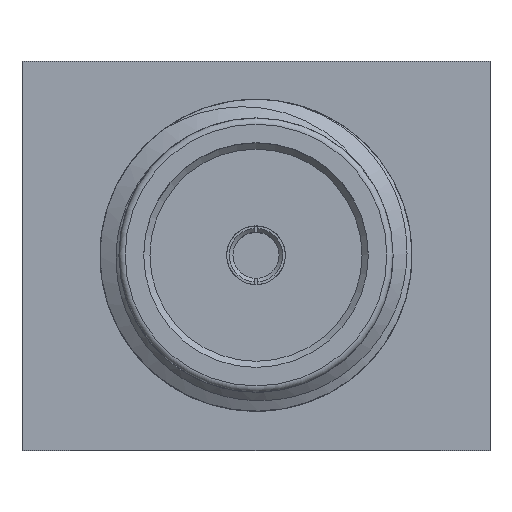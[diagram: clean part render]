
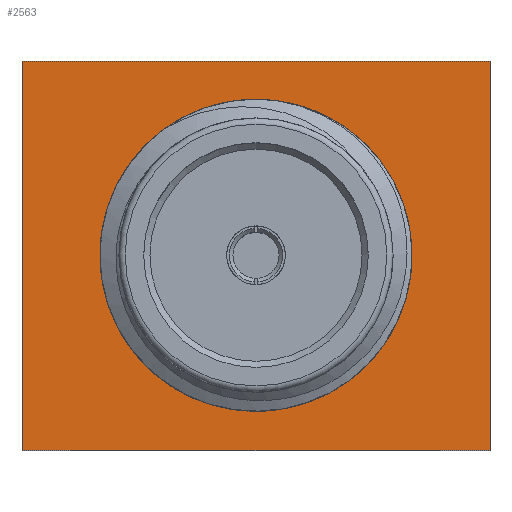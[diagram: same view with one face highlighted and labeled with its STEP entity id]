
A CAD part, top view. The second image highlights one B-rep face of the part: STEP entity #2563.
In plain terms, the highlighted planar face has unit normal (0, 0, 1).
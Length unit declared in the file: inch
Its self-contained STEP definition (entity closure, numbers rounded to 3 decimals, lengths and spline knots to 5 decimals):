
#104 = AXIS2_PLACEMENT_3D ( 'NONE', #1122, #1714, #1110 ) ;
#176 = CARTESIAN_POINT ( 'NONE',  ( 0.1875, -0.156, 0. ) ) ;
#177 = EDGE_CURVE ( 'NONE', #496, #2428, #1206, .T. ) ;
#183 = DIRECTION ( 'NONE',  ( 0., 0., -1. ) ) ;
#186 = DIRECTION ( 'NONE',  ( 1., 0., 0. ) ) ;
#232 = LINE ( 'NONE', #1623, #390 ) ;
#342 = DIRECTION ( 'NONE',  ( 0., 1., 0. ) ) ;
#374 = EDGE_CURVE ( 'NONE', #726, #496, #994, .T. ) ;
#381 = CARTESIAN_POINT ( 'NONE',  ( 0., 0., 0. ) ) ;
#390 = VECTOR ( 'NONE', #342, 39.37008 ) ;
#437 = CARTESIAN_POINT ( 'NONE',  ( 0.1875, 0.156, 0. ) ) ;
#496 = VERTEX_POINT ( 'NONE', #1671 ) ;
#558 = VECTOR ( 'NONE', #186, 39.37008 ) ;
#585 = FACE_OUTER_BOUND ( 'NONE', #849, .T. ) ;
#726 = VERTEX_POINT ( 'NONE', #1994 ) ;
#728 = CARTESIAN_POINT ( 'NONE',  ( -0.11989, 0., 0. ) ) ;
#795 = DIRECTION ( 'NONE',  ( 0., -1., 0. ) ) ;
#827 = LINE ( 'NONE', #2594, #1432 ) ;
#849 = EDGE_LOOP ( 'NONE', ( #2096, #1141, #1675, #2154 ) ) ;
#872 = VERTEX_POINT ( 'NONE', #437 ) ;
#994 = LINE ( 'NONE', #2727, #2526 ) ;
#1025 = ORIENTED_EDGE ( 'NONE', *, *, #1682, .T. ) ;
#1106 = DIRECTION ( 'NONE',  ( 0., -1., 0. ) ) ;
#1110 = DIRECTION ( 'NONE',  ( -1., 0., 0. ) ) ;
#1122 = CARTESIAN_POINT ( 'NONE',  ( 0., 0., 0. ) ) ;
#1141 = ORIENTED_EDGE ( 'NONE', *, *, #2121, .T. ) ;
#1186 = VERTEX_POINT ( 'NONE', #728 ) ;
#1206 = LINE ( 'NONE', #2059, #558 ) ;
#1238 = FACE_BOUND ( 'NONE', #2592, .T. ) ;
#1432 = VECTOR ( 'NONE', #2320, 39.37008 ) ;
#1623 = CARTESIAN_POINT ( 'NONE',  ( 0.1875, -0.156, 0. ) ) ;
#1671 = CARTESIAN_POINT ( 'NONE',  ( -0.1875, -0.156, 0. ) ) ;
#1675 = ORIENTED_EDGE ( 'NONE', *, *, #374, .T. ) ;
#1682 = EDGE_CURVE ( 'NONE', #1186, #1186, #2520, .T. ) ;
#1714 = DIRECTION ( 'NONE',  ( 0., 0., -1. ) ) ;
#1845 = EDGE_CURVE ( 'NONE', #2428, #872, #232, .T. ) ;
#1994 = CARTESIAN_POINT ( 'NONE',  ( -0.1875, 0.156, 0. ) ) ;
#2059 = CARTESIAN_POINT ( 'NONE',  ( -0.1875, -0.156, 0. ) ) ;
#2096 = ORIENTED_EDGE ( 'NONE', *, *, #1845, .T. ) ;
#2121 = EDGE_CURVE ( 'NONE', #872, #726, #827, .T. ) ;
#2132 = PLANE ( 'NONE',  #2332 ) ;
#2154 = ORIENTED_EDGE ( 'NONE', *, *, #177, .T. ) ;
#2320 = DIRECTION ( 'NONE',  ( -1., 0., 0. ) ) ;
#2332 = AXIS2_PLACEMENT_3D ( 'NONE', #381, #183, #1106 ) ;
#2428 = VERTEX_POINT ( 'NONE', #176 ) ;
#2520 = CIRCLE ( 'NONE', #104, 0.11989 ) ;
#2526 = VECTOR ( 'NONE', #795, 39.37008 ) ;
#2563 = ADVANCED_FACE ( 'NONE', ( #1238, #585 ), #2132, .F. ) ;
#2592 = EDGE_LOOP ( 'NONE', ( #1025 ) ) ;
#2594 = CARTESIAN_POINT ( 'NONE',  ( -0.1875, 0.156, 0. ) ) ;
#2727 = CARTESIAN_POINT ( 'NONE',  ( -0.1875, -0.156, 0. ) ) ;
